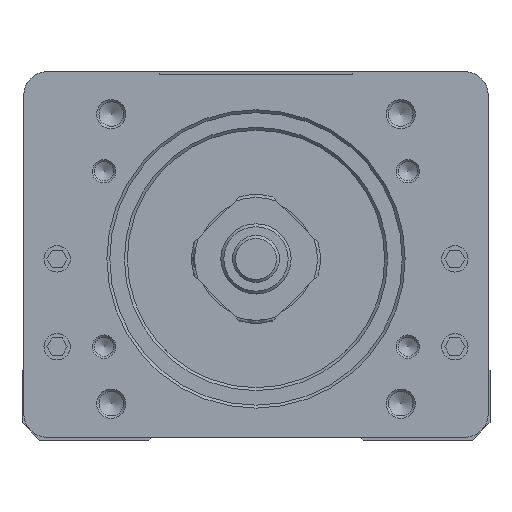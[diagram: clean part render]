
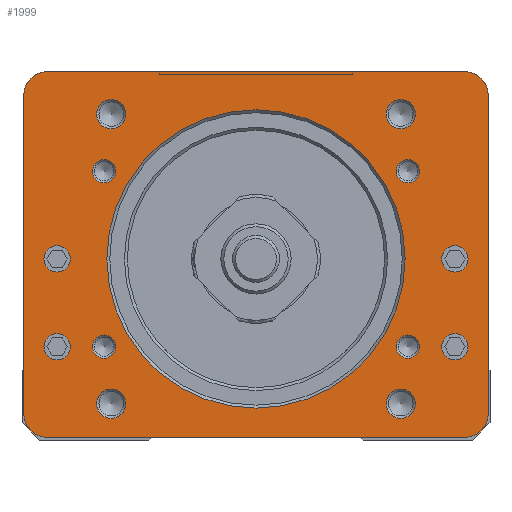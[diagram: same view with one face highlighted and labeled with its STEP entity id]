
A CAD part, front view. The second image highlights one B-rep face of the part: STEP entity #1999.
In plain terms, the highlighted planar face has unit normal (0, -1, 0).
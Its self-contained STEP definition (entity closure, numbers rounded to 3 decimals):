
#1078=FACE_BOUND('',#4781,.T.);
#1079=FACE_BOUND('',#4782,.T.);
#1080=FACE_BOUND('',#4783,.T.);
#1081=FACE_BOUND('',#4784,.T.);
#1082=FACE_BOUND('',#4785,.T.);
#1083=FACE_BOUND('',#4786,.T.);
#1084=FACE_BOUND('',#4787,.T.);
#1085=FACE_BOUND('',#4788,.T.);
#1086=FACE_BOUND('',#4789,.T.);
#1087=FACE_BOUND('',#4790,.T.);
#1088=FACE_BOUND('',#4791,.T.);
#1089=FACE_BOUND('',#4792,.T.);
#1090=FACE_BOUND('',#4793,.T.);
#1091=FACE_BOUND('',#4794,.T.);
#1999=ADVANCED_FACE('',(#1078,#1079,#1080,#1081,#1082,#1083,#1084,#1085,
#1086,#1087,#1088,#1089,#1090,#1091),#2910,.T.);
#2910=PLANE('',#19920);
#4781=EDGE_LOOP('',(#8300));
#4782=EDGE_LOOP('',(#8301));
#4783=EDGE_LOOP('',(#8302));
#4784=EDGE_LOOP('',(#8303));
#4785=EDGE_LOOP('',(#8304));
#4786=EDGE_LOOP('',(#8305));
#4787=EDGE_LOOP('',(#8306));
#4788=EDGE_LOOP('',(#8307));
#4789=EDGE_LOOP('',(#8308));
#4790=EDGE_LOOP('',(#8309));
#4791=EDGE_LOOP('',(#8310));
#4792=EDGE_LOOP('',(#8311));
#4793=EDGE_LOOP('',(#8312));
#4794=EDGE_LOOP('',(#8313,#8314,#8315,#8316,#8317,#8318,#8319,#8320));
#5814=CIRCLE('',#19744,4.);
#5815=CIRCLE('',#19746,4.);
#5816=CIRCLE('',#19748,2.);
#5817=CIRCLE('',#19750,2.);
#5818=CIRCLE('',#19752,2.);
#5819=CIRCLE('',#19754,2.);
#5820=CIRCLE('',#19756,2.5);
#5821=CIRCLE('',#19758,2.5);
#5822=CIRCLE('',#19760,2.5);
#5823=CIRCLE('',#19762,2.5);
#5824=CIRCLE('',#19764,25.5);
#5829=CIRCLE('',#19773,2.25);
#5831=CIRCLE('',#19776,2.25);
#5833=CIRCLE('',#19779,2.25);
#5835=CIRCLE('',#19782,2.25);
#5892=CIRCLE('',#19916,4.);
#5894=CIRCLE('',#19919,4.);
#8300=ORIENTED_EDGE('',*,*,#14040,.T.);
#8301=ORIENTED_EDGE('',*,*,#14039,.T.);
#8302=ORIENTED_EDGE('',*,*,#14038,.T.);
#8303=ORIENTED_EDGE('',*,*,#14037,.T.);
#8304=ORIENTED_EDGE('',*,*,#14036,.T.);
#8305=ORIENTED_EDGE('',*,*,#14035,.T.);
#8306=ORIENTED_EDGE('',*,*,#14034,.T.);
#8307=ORIENTED_EDGE('',*,*,#14033,.T.);
#8308=ORIENTED_EDGE('',*,*,#14032,.T.);
#8309=ORIENTED_EDGE('',*,*,#14052,.T.);
#8310=ORIENTED_EDGE('',*,*,#14050,.T.);
#8311=ORIENTED_EDGE('',*,*,#14048,.T.);
#8312=ORIENTED_EDGE('',*,*,#14046,.T.);
#8313=ORIENTED_EDGE('',*,*,#14224,.T.);
#8314=ORIENTED_EDGE('',*,*,#14227,.T.);
#8315=ORIENTED_EDGE('',*,*,#14228,.T.);
#8316=ORIENTED_EDGE('',*,*,#14152,.T.);
#8317=ORIENTED_EDGE('',*,*,#14030,.T.);
#8318=ORIENTED_EDGE('',*,*,#14094,.T.);
#8319=ORIENTED_EDGE('',*,*,#14027,.T.);
#8320=ORIENTED_EDGE('',*,*,#14145,.T.);
#11993=VERTEX_POINT('',#29117);
#11994=VERTEX_POINT('',#29119);
#11995=VERTEX_POINT('',#29123);
#11996=VERTEX_POINT('',#29125);
#11997=VERTEX_POINT('',#29129);
#11998=VERTEX_POINT('',#29132);
#11999=VERTEX_POINT('',#29135);
#12000=VERTEX_POINT('',#29138);
#12001=VERTEX_POINT('',#29141);
#12002=VERTEX_POINT('',#29144);
#12003=VERTEX_POINT('',#29147);
#12004=VERTEX_POINT('',#29150);
#12005=VERTEX_POINT('',#29153);
#12010=VERTEX_POINT('',#29168);
#12012=VERTEX_POINT('',#29173);
#12014=VERTEX_POINT('',#29178);
#12016=VERTEX_POINT('',#29183);
#12078=VERTEX_POINT('',#29482);
#12083=VERTEX_POINT('',#29496);
#12140=VERTEX_POINT('',#29811);
#12142=VERTEX_POINT('',#29817);
#14027=EDGE_CURVE('',#11994,#11993,#5814,.T.);
#14030=EDGE_CURVE('',#11996,#11995,#5815,.T.);
#14032=EDGE_CURVE('',#11997,#11997,#5816,.T.);
#14033=EDGE_CURVE('',#11998,#11998,#5817,.T.);
#14034=EDGE_CURVE('',#11999,#11999,#5818,.T.);
#14035=EDGE_CURVE('',#12000,#12000,#5819,.T.);
#14036=EDGE_CURVE('',#12001,#12001,#5820,.T.);
#14037=EDGE_CURVE('',#12002,#12002,#5821,.T.);
#14038=EDGE_CURVE('',#12003,#12003,#5822,.T.);
#14039=EDGE_CURVE('',#12004,#12004,#5823,.T.);
#14040=EDGE_CURVE('',#12005,#12005,#5824,.T.);
#14046=EDGE_CURVE('',#12010,#12010,#5829,.T.);
#14048=EDGE_CURVE('',#12012,#12012,#5831,.T.);
#14050=EDGE_CURVE('',#12014,#12014,#5833,.T.);
#14052=EDGE_CURVE('',#12016,#12016,#5835,.T.);
#14094=EDGE_CURVE('',#11995,#11994,#16316,.T.);
#14145=EDGE_CURVE('',#11993,#12078,#16341,.T.);
#14152=EDGE_CURVE('',#12083,#11996,#16348,.T.);
#14224=EDGE_CURVE('',#12078,#12140,#5892,.T.);
#14227=EDGE_CURVE('',#12140,#12142,#16376,.T.);
#14228=EDGE_CURVE('',#12142,#12083,#5894,.T.);
#16316=LINE('',#29328,#18080);
#16341=LINE('',#29483,#18105);
#16348=LINE('',#29495,#18112);
#16376=LINE('',#29816,#18140);
#18080=VECTOR('',#22916,1.);
#18105=VECTOR('',#23041,1.);
#18112=VECTOR('',#23050,1.);
#18140=VECTOR('',#23190,1.);
#19744=AXIS2_PLACEMENT_3D('',#29118,#22755,#22756);
#19746=AXIS2_PLACEMENT_3D('',#29124,#22761,#22762);
#19748=AXIS2_PLACEMENT_3D('',#29128,#22766,#22767);
#19750=AXIS2_PLACEMENT_3D('',#29131,#22770,#22771);
#19752=AXIS2_PLACEMENT_3D('',#29134,#22774,#22775);
#19754=AXIS2_PLACEMENT_3D('',#29137,#22778,#22779);
#19756=AXIS2_PLACEMENT_3D('',#29140,#22782,#22783);
#19758=AXIS2_PLACEMENT_3D('',#29143,#22786,#22787);
#19760=AXIS2_PLACEMENT_3D('',#29146,#22790,#22791);
#19762=AXIS2_PLACEMENT_3D('',#29149,#22794,#22795);
#19764=AXIS2_PLACEMENT_3D('',#29152,#22798,#22799);
#19773=AXIS2_PLACEMENT_3D('',#29167,#22817,#22818);
#19776=AXIS2_PLACEMENT_3D('',#29172,#22823,#22824);
#19779=AXIS2_PLACEMENT_3D('',#29177,#22829,#22830);
#19782=AXIS2_PLACEMENT_3D('',#29182,#22835,#22836);
#19916=AXIS2_PLACEMENT_3D('',#29810,#23183,#23184);
#19919=AXIS2_PLACEMENT_3D('',#29818,#23191,#23192);
#19920=AXIS2_PLACEMENT_3D('',#29819,#23193,#23194);
#22755=DIRECTION('',(0.,-1.,0.));
#22756=DIRECTION('',(1.,0.,0.));
#22761=DIRECTION('',(0.,-1.,0.));
#22762=DIRECTION('',(1.,0.,0.));
#22766=DIRECTION('',(0.,1.,0.));
#22767=DIRECTION('',(0.,0.,-1.));
#22770=DIRECTION('',(0.,1.,0.));
#22771=DIRECTION('',(0.,0.,-1.));
#22774=DIRECTION('',(0.,1.,0.));
#22775=DIRECTION('',(0.,0.,-1.));
#22778=DIRECTION('',(0.,1.,0.));
#22779=DIRECTION('',(0.,0.,-1.));
#22782=DIRECTION('',(0.,1.,0.));
#22783=DIRECTION('',(0.,0.,-1.));
#22786=DIRECTION('',(0.,1.,0.));
#22787=DIRECTION('',(0.,0.,-1.));
#22790=DIRECTION('',(0.,1.,0.));
#22791=DIRECTION('',(0.,0.,-1.));
#22794=DIRECTION('',(0.,1.,0.));
#22795=DIRECTION('',(0.,0.,-1.));
#22798=DIRECTION('',(0.,1.,0.));
#22799=DIRECTION('',(0.,0.,-1.));
#22817=DIRECTION('',(0.,1.,0.));
#22818=DIRECTION('',(0.,0.,-1.));
#22823=DIRECTION('',(0.,1.,0.));
#22824=DIRECTION('',(0.,0.,-1.));
#22829=DIRECTION('',(0.,1.,0.));
#22830=DIRECTION('',(0.,0.,-1.));
#22835=DIRECTION('',(0.,1.,0.));
#22836=DIRECTION('',(0.,0.,-1.));
#22916=DIRECTION('',(-1.,0.,0.));
#23041=DIRECTION('',(0.,0.,-1.));
#23050=DIRECTION('',(0.,0.,1.));
#23183=DIRECTION('',(0.,-1.,0.));
#23184=DIRECTION('',(1.,0.,0.));
#23190=DIRECTION('',(1.,0.,0.));
#23191=DIRECTION('',(0.,-1.,0.));
#23192=DIRECTION('',(1.,0.,0.));
#23193=DIRECTION('',(0.,-1.,0.));
#23194=DIRECTION('',(0.,0.,1.));
#29117=CARTESIAN_POINT('',(-39.7,-243.7,40.));
#29118=CARTESIAN_POINT('',(-35.7,-243.7,40.));
#29119=CARTESIAN_POINT('',(-35.7,-243.7,44.));
#29123=CARTESIAN_POINT('',(35.7,-243.7,44.));
#29124=CARTESIAN_POINT('',(35.7,-243.7,40.));
#29125=CARTESIAN_POINT('',(39.7,-243.7,40.));
#29128=CARTESIAN_POINT('',(-25.981,-243.7,27.));
#29129=CARTESIAN_POINT('',(-25.981,-243.7,25.));
#29131=CARTESIAN_POINT('',(-25.981,-243.7,-3.));
#29132=CARTESIAN_POINT('',(-25.981,-243.7,-5.));
#29134=CARTESIAN_POINT('',(25.981,-243.7,27.));
#29135=CARTESIAN_POINT('',(25.981,-243.7,25.));
#29137=CARTESIAN_POINT('',(25.981,-243.7,-3.));
#29138=CARTESIAN_POINT('',(25.981,-243.7,-5.));
#29140=CARTESIAN_POINT('',(24.749,-243.7,36.749));
#29141=CARTESIAN_POINT('',(24.749,-243.7,34.249));
#29143=CARTESIAN_POINT('',(24.749,-243.7,-12.749));
#29144=CARTESIAN_POINT('',(24.749,-243.7,-15.249));
#29146=CARTESIAN_POINT('',(-24.749,-243.7,-12.749));
#29147=CARTESIAN_POINT('',(-24.749,-243.7,-15.249));
#29149=CARTESIAN_POINT('',(-24.749,-243.7,36.749));
#29150=CARTESIAN_POINT('',(-24.749,-243.7,34.249));
#29152=CARTESIAN_POINT('',(0.,-243.7,12.));
#29153=CARTESIAN_POINT('',(0.,-243.7,-13.5));
#29167=CARTESIAN_POINT('',(34.,-243.7,12.));
#29168=CARTESIAN_POINT('',(34.,-243.7,9.75));
#29172=CARTESIAN_POINT('',(34.,-243.7,-3.));
#29173=CARTESIAN_POINT('',(34.,-243.7,-5.25));
#29177=CARTESIAN_POINT('',(-34.,-243.7,12.));
#29178=CARTESIAN_POINT('',(-34.,-243.7,9.75));
#29182=CARTESIAN_POINT('',(-34.,-243.7,-3.));
#29183=CARTESIAN_POINT('',(-34.,-243.7,-5.25));
#29328=CARTESIAN_POINT('',(35.7,-243.7,44.));
#29482=CARTESIAN_POINT('',(-39.7,-243.7,-14.5));
#29483=CARTESIAN_POINT('',(-39.7,-243.7,40.));
#29495=CARTESIAN_POINT('',(39.7,-243.7,-14.5));
#29496=CARTESIAN_POINT('',(39.7,-243.7,-14.5));
#29810=CARTESIAN_POINT('',(-35.7,-243.7,-14.5));
#29811=CARTESIAN_POINT('',(-35.7,-243.7,-18.5));
#29816=CARTESIAN_POINT('',(-35.7,-243.7,-18.5));
#29817=CARTESIAN_POINT('',(35.7,-243.7,-18.5));
#29818=CARTESIAN_POINT('',(35.7,-243.7,-14.5));
#29819=CARTESIAN_POINT('',(-35.7,-243.7,-14.5));
